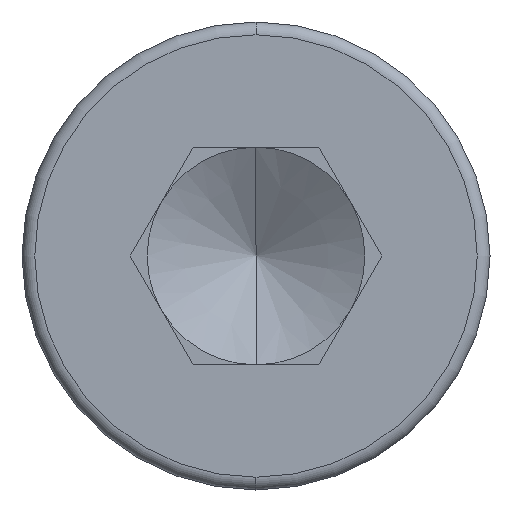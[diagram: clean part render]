
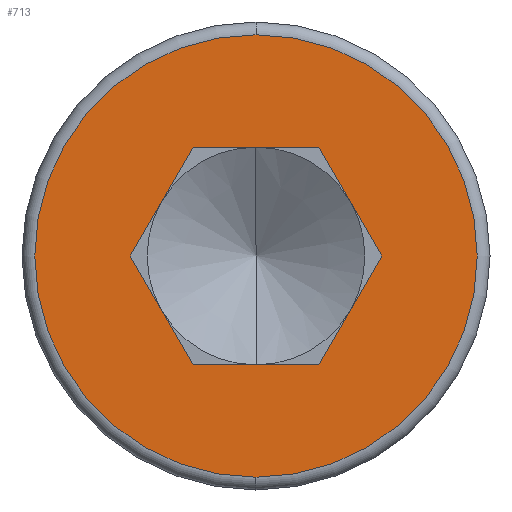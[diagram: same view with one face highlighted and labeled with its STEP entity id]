
A CAD part, left-side view. The second image highlights one B-rep face of the part: STEP entity #713.
In plain terms, the highlighted planar face has unit normal (-1, 0, 0).
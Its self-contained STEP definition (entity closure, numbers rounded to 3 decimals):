
#28 = VECTOR ( 'NONE', #346, 1000. ) ;
#38 = DIRECTION ( 'NONE',  ( 0., 0., 1. ) ) ;
#56 = DIRECTION ( 'NONE',  ( 0., 0., 1. ) ) ;
#72 = ORIENTED_EDGE ( 'NONE', *, *, #311, .F. ) ;
#89 = EDGE_CURVE ( 'NONE', #474, #304, #331, .T. ) ;
#97 = CARTESIAN_POINT ( 'NONE',  ( 0., 0.739, 1.28 ) ) ;
#100 = VERTEX_POINT ( 'NONE', #696 ) ;
#103 = LINE ( 'NONE', #766, #514 ) ;
#108 = ORIENTED_EDGE ( 'NONE', *, *, #336, .T. ) ;
#109 = CARTESIAN_POINT ( 'NONE',  ( 0., -0.739, 1.28 ) ) ;
#110 = EDGE_LOOP ( 'NONE', ( #169, #72, #108, #439, #525, #501 ) ) ;
#111 = VECTOR ( 'NONE', #579, 1000. ) ;
#112 = CARTESIAN_POINT ( 'NONE',  ( 0., 0., 0. ) ) ;
#116 = FACE_OUTER_BOUND ( 'NONE', #619, .T. ) ;
#123 = CIRCLE ( 'NONE', #486, 2.6 ) ;
#127 = VERTEX_POINT ( 'NONE', #262 ) ;
#153 = LINE ( 'NONE', #219, #374 ) ;
#169 = ORIENTED_EDGE ( 'NONE', *, *, #272, .T. ) ;
#171 = CARTESIAN_POINT ( 'NONE',  ( 0., 0., 0. ) ) ;
#185 = DIRECTION ( 'NONE',  ( -1., 0., 0. ) ) ;
#214 = CARTESIAN_POINT ( 'NONE',  ( 0., 1.478, 0. ) ) ;
#219 = CARTESIAN_POINT ( 'NONE',  ( 0., -0.739, 1.28 ) ) ;
#222 = VERTEX_POINT ( 'NONE', #214 ) ;
#245 = VERTEX_POINT ( 'NONE', #97 ) ;
#262 = CARTESIAN_POINT ( 'NONE',  ( 0., 0., 2.6 ) ) ;
#265 = EDGE_CURVE ( 'NONE', #222, #100, #589, .T. ) ;
#272 = EDGE_CURVE ( 'NONE', #222, #245, #521, .T. ) ;
#274 = EDGE_CURVE ( 'NONE', #315, #127, #123, .T. ) ;
#275 = CARTESIAN_POINT ( 'NONE',  ( 0., -0.739, -1.28 ) ) ;
#284 = DIRECTION ( 'NONE',  ( 0., -0.5, -0.866 ) ) ;
#287 = CARTESIAN_POINT ( 'NONE',  ( 0., 0.739, -1.28 ) ) ;
#288 = CARTESIAN_POINT ( 'NONE',  ( 0., 0., -2.6 ) ) ;
#292 = VERTEX_POINT ( 'NONE', #109 ) ;
#300 = ORIENTED_EDGE ( 'NONE', *, *, #274, .T. ) ;
#302 = AXIS2_PLACEMENT_3D ( 'NONE', #112, #185, #490 ) ;
#304 = VERTEX_POINT ( 'NONE', #275 ) ;
#311 = EDGE_CURVE ( 'NONE', #292, #245, #103, .T. ) ;
#315 = VERTEX_POINT ( 'NONE', #288 ) ;
#331 = LINE ( 'NONE', #333, #111 ) ;
#333 = CARTESIAN_POINT ( 'NONE',  ( 0., -1.478, 0. ) ) ;
#335 = AXIS2_PLACEMENT_3D ( 'NONE', #646, #605, #56 ) ;
#336 = EDGE_CURVE ( 'NONE', #292, #474, #153, .T. ) ;
#346 = DIRECTION ( 'NONE',  ( 0., -0.5, 0.866 ) ) ;
#364 = PLANE ( 'NONE',  #335 ) ;
#369 = CIRCLE ( 'NONE', #302, 2.6 ) ;
#374 = VECTOR ( 'NONE', #530, 1000. ) ;
#407 = CARTESIAN_POINT ( 'NONE',  ( 0., 1.478, 0. ) ) ;
#439 = ORIENTED_EDGE ( 'NONE', *, *, #89, .T. ) ;
#441 = VECTOR ( 'NONE', #475, 1000. ) ;
#442 = EDGE_CURVE ( 'NONE', #127, #315, #369, .T. ) ;
#474 = VERTEX_POINT ( 'NONE', #658 ) ;
#475 = DIRECTION ( 'NONE',  ( 0., -1., 0. ) ) ;
#486 = AXIS2_PLACEMENT_3D ( 'NONE', #171, #528, #38 ) ;
#490 = DIRECTION ( 'NONE',  ( 0., 0., 1. ) ) ;
#501 = ORIENTED_EDGE ( 'NONE', *, *, #265, .F. ) ;
#514 = VECTOR ( 'NONE', #772, 1000. ) ;
#521 = LINE ( 'NONE', #654, #28 ) ;
#525 = ORIENTED_EDGE ( 'NONE', *, *, #741, .F. ) ;
#528 = DIRECTION ( 'NONE',  ( -1., 0., 0. ) ) ;
#530 = DIRECTION ( 'NONE',  ( 0., -0.5, -0.866 ) ) ;
#579 = DIRECTION ( 'NONE',  ( 0., 0.5, -0.866 ) ) ;
#587 = LINE ( 'NONE', #287, #441 ) ;
#589 = LINE ( 'NONE', #407, #688 ) ;
#605 = DIRECTION ( 'NONE',  ( -1., 0., 0. ) ) ;
#619 = EDGE_LOOP ( 'NONE', ( #649, #300 ) ) ;
#646 = CARTESIAN_POINT ( 'NONE',  ( 0., 0., 0. ) ) ;
#649 = ORIENTED_EDGE ( 'NONE', *, *, #442, .T. ) ;
#654 = CARTESIAN_POINT ( 'NONE',  ( 0., 1.478, 0. ) ) ;
#658 = CARTESIAN_POINT ( 'NONE',  ( 0., -1.478, 0. ) ) ;
#688 = VECTOR ( 'NONE', #284, 1000. ) ;
#696 = CARTESIAN_POINT ( 'NONE',  ( 0., 0.739, -1.28 ) ) ;
#713 = ADVANCED_FACE ( 'NONE', ( #723, #116 ), #364, .T. ) ;
#723 = FACE_BOUND ( 'NONE', #110, .T. ) ;
#741 = EDGE_CURVE ( 'NONE', #100, #304, #587, .T. ) ;
#766 = CARTESIAN_POINT ( 'NONE',  ( 0., -0.739, 1.28 ) ) ;
#772 = DIRECTION ( 'NONE',  ( 0., 1., 0. ) ) ;
